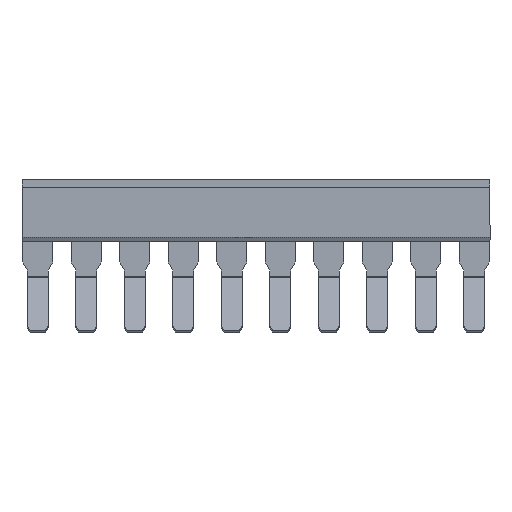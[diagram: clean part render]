
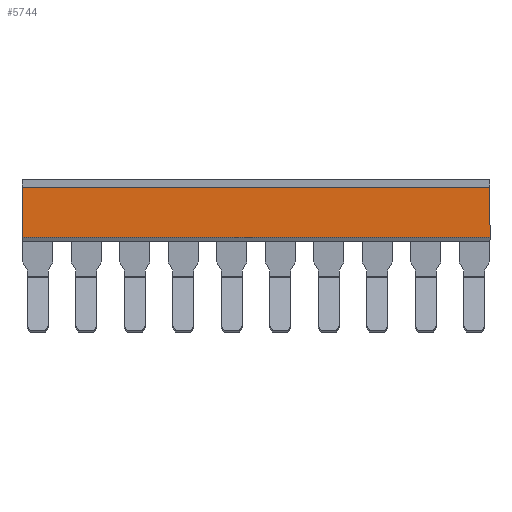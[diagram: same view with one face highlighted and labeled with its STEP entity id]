
A CAD part, top view. The second image highlights one B-rep face of the part: STEP entity #5744.
In plain terms, the highlighted planar face has unit normal (0, 0, 1).
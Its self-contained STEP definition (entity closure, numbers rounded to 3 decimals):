
#109 = CARTESIAN_POINT ( 'NONE',  ( -47.778, 21.938, -1.624 ) ) ;
#440 = VECTOR ( 'NONE', #7271, 1000. ) ;
#617 = CARTESIAN_POINT ( 'NONE',  ( 29.422, 21.938, -1.624 ) ) ;
#628 = DIRECTION ( 'NONE',  ( 0., 1., 0. ) ) ;
#645 = PLANE ( 'NONE',  #2634 ) ;
#965 = FACE_OUTER_BOUND ( 'NONE', #6832, .T. ) ;
#1159 = LINE ( 'NONE', #617, #6089 ) ;
#1603 = VECTOR ( 'NONE', #5085, 1000. ) ;
#2030 = EDGE_CURVE ( 'NONE', #6954, #4632, #5052, .T. ) ;
#2306 = EDGE_CURVE ( 'NONE', #4632, #3278, #5227, .T. ) ;
#2350 = ORIENTED_EDGE ( 'NONE', *, *, #2030, .T. ) ;
#2621 = CARTESIAN_POINT ( 'NONE',  ( -47.778, 21.938, -1.624 ) ) ;
#2634 = AXIS2_PLACEMENT_3D ( 'NONE', #2621, #2693, #2879 ) ;
#2656 = CARTESIAN_POINT ( 'NONE',  ( -47.778, 13.681, -1.624 ) ) ;
#2693 = DIRECTION ( 'NONE',  ( 0., 0., 1. ) ) ;
#2879 = DIRECTION ( 'NONE',  ( 0., -1., 0. ) ) ;
#3191 = ORIENTED_EDGE ( 'NONE', *, *, #3331, .T. ) ;
#3278 = VERTEX_POINT ( 'NONE', #2656 ) ;
#3331 = EDGE_CURVE ( 'NONE', #3278, #3934, #7546, .T. ) ;
#3934 = VERTEX_POINT ( 'NONE', #4740 ) ;
#4337 = ORIENTED_EDGE ( 'NONE', *, *, #5535, .T. ) ;
#4632 = VERTEX_POINT ( 'NONE', #109 ) ;
#4740 = CARTESIAN_POINT ( 'NONE',  ( 29.422, 13.681, -1.624 ) ) ;
#4771 = CARTESIAN_POINT ( 'NONE',  ( 29.422, 21.938, -1.624 ) ) ;
#5052 = LINE ( 'NONE', #6601, #6127 ) ;
#5062 = CARTESIAN_POINT ( 'NONE',  ( -47.778, 21.938, -1.624 ) ) ;
#5085 = DIRECTION ( 'NONE',  ( 0., -1., 0. ) ) ;
#5227 = LINE ( 'NONE', #5062, #1603 ) ;
#5535 = EDGE_CURVE ( 'NONE', #3934, #6954, #1159, .T. ) ;
#5620 = ORIENTED_EDGE ( 'NONE', *, *, #2306, .T. ) ;
#5744 = ADVANCED_FACE ( 'NONE', ( #965 ), #645, .T. ) ;
#6089 = VECTOR ( 'NONE', #628, 1000. ) ;
#6127 = VECTOR ( 'NONE', #6603, 1000. ) ;
#6514 = CARTESIAN_POINT ( 'NONE',  ( -47.778, 13.681, -1.624 ) ) ;
#6601 = CARTESIAN_POINT ( 'NONE',  ( -47.778, 21.938, -1.624 ) ) ;
#6603 = DIRECTION ( 'NONE',  ( -1., 0., 0. ) ) ;
#6832 = EDGE_LOOP ( 'NONE', ( #5620, #3191, #4337, #2350 ) ) ;
#6954 = VERTEX_POINT ( 'NONE', #4771 ) ;
#7271 = DIRECTION ( 'NONE',  ( 1., 0., 0. ) ) ;
#7546 = LINE ( 'NONE', #6514, #440 ) ;
